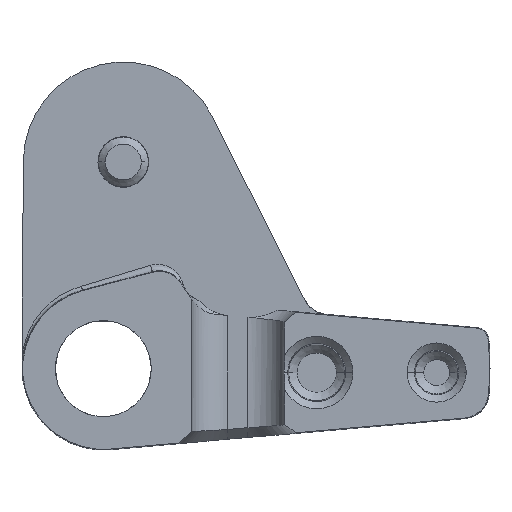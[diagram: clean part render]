
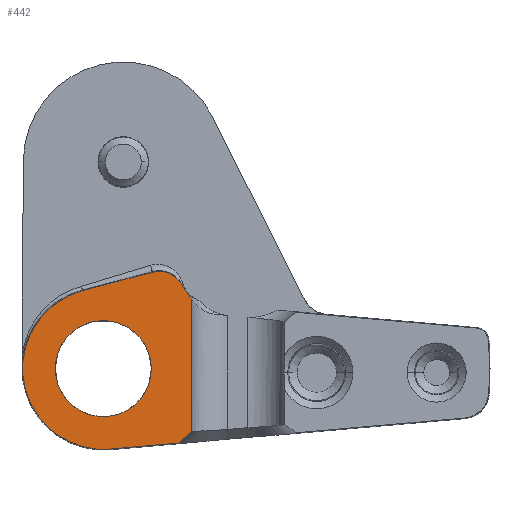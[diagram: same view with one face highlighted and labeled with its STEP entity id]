
A CAD part, top view. The second image highlights one B-rep face of the part: STEP entity #442.
In plain terms, the highlighted planar face has unit normal (0, 0, 1).
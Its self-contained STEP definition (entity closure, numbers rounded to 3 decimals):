
#22 = CARTESIAN_POINT ( 'NONE',  ( -3.606, -10.121, 0. ) ) ;
#60 = ORIENTED_EDGE ( 'NONE', *, *, #2856, .T. ) ;
#68 = ORIENTED_EDGE ( 'NONE', *, *, #1281, .F. ) ;
#69 = AXIS2_PLACEMENT_3D ( 'NONE', #1970, #182, #2252 ) ;
#123 = EDGE_CURVE ( 'NONE', #2180, #3242, #1397, .T. ) ;
#179 = CARTESIAN_POINT ( 'NONE',  ( -4.136, -9.311, 0. ) ) ;
#182 = DIRECTION ( 'NONE',  ( 0., 0., -1. ) ) ;
#217 = CARTESIAN_POINT ( 'NONE',  ( -6.5, -15.5, 0. ) ) ;
#239 = VECTOR ( 'NONE', #1398, 1000. ) ;
#258 = ORIENTED_EDGE ( 'NONE', *, *, #2988, .T. ) ;
#274 = CARTESIAN_POINT ( 'NONE',  ( -6.412, -8.263, 0. ) ) ;
#323 = CARTESIAN_POINT ( 'NONE',  ( -3.5, -10.281, 0. ) ) ;
#351 = CARTESIAN_POINT ( 'NONE',  ( 18.671, -19.058, 0. ) ) ;
#360 = CARTESIAN_POINT ( 'NONE',  ( -3.817, -9.801, 0. ) ) ;
#437 = CARTESIAN_POINT ( 'NONE',  ( -13.7, -15.5, 0. ) ) ;
#442 = ADVANCED_FACE ( 'NONE', ( #1120, #3745 ), #3277, .F. ) ;
#460 = CARTESIAN_POINT ( 'NONE',  ( -4.136, -9.311, 0. ) ) ;
#497 = CARTESIAN_POINT ( 'NONE',  ( -10.1, -15.5, 0. ) ) ;
#576 = ORIENTED_EDGE ( 'NONE', *, *, #690, .F. ) ;
#622 = VERTEX_POINT ( 'NONE', #217 ) ;
#640 = CARTESIAN_POINT ( 'NONE',  ( -10.1, -15.5, 0. ) ) ;
#646 = AXIS2_PLACEMENT_3D ( 'NONE', #640, #3585, #1840 ) ;
#690 = EDGE_CURVE ( 'NONE', #2124, #3055, #2228, .T. ) ;
#764 = CARTESIAN_POINT ( 'NONE',  ( -5.989, -8.191, 0. ) ) ;
#777 = DIRECTION ( 'NONE',  ( -1., 0., 0. ) ) ;
#817 = EDGE_CURVE ( 'NONE', #2227, #3383, #3671, .T. ) ;
#873 = CARTESIAN_POINT ( 'NONE',  ( -9.573, -21.529, 0. ) ) ;
#876 = AXIS2_PLACEMENT_3D ( 'NONE', #497, #2551, #777 ) ;
#904 = CARTESIAN_POINT ( 'NONE',  ( -4.377, -21.074, 0. ) ) ;
#1059 = CARTESIAN_POINT ( 'NONE',  ( -6.438, -8.27, 0. ) ) ;
#1120 = FACE_BOUND ( 'NONE', #1368, .T. ) ;
#1150 = DIRECTION ( 'NONE',  ( 0., 0., 1. ) ) ;
#1184 = ORIENTED_EDGE ( 'NONE', *, *, #123, .F. ) ;
#1196 = CARTESIAN_POINT ( 'NONE',  ( -3.5, -21.6, 0. ) ) ;
#1198 = EDGE_CURVE ( 'NONE', #3242, #3383, #2769, .T. ) ;
#1281 = EDGE_CURVE ( 'NONE', #2227, #2124, #1823, .T. ) ;
#1365 = VECTOR ( 'NONE', #3275, 1000. ) ;
#1368 = EDGE_LOOP ( 'NONE', ( #60, #3770 ) ) ;
#1378 = CARTESIAN_POINT ( 'NONE',  ( -5.311, -8.287, 0. ) ) ;
#1397 = B_SPLINE_CURVE_WITH_KNOTS ( 'NONE', 3,
 ( #1059, #2825, #764, #3113, #1378, #3416, #1670, #3715, #1965, #179 ),
 .UNSPECIFIED., .F., .F.,
 ( 4, 2, 2, 2, 4 ),
 ( 0., 0.001, 0.001, 0.002, 0.003 ),
 .UNSPECIFIED. ) ;
#1398 = DIRECTION ( 'NONE',  ( 0., -1., 0. ) ) ;
#1533 = CARTESIAN_POINT ( 'NONE',  ( -11.649, -9.65, 0. ) ) ;
#1670 = CARTESIAN_POINT ( 'NONE',  ( -4.704, -8.604, 0. ) ) ;
#1678 = ORIENTED_EDGE ( 'NONE', *, *, #1697, .T. ) ;
#1691 = VERTEX_POINT ( 'NONE', #1533 ) ;
#1697 = EDGE_CURVE ( 'NONE', #3048, #3055, #2141, .T. ) ;
#1745 = DIRECTION ( 'NONE',  ( -0.707, -0.707, 0. ) ) ;
#1799 = CARTESIAN_POINT ( 'NONE',  ( -3.711, -9.961, 0. ) ) ;
#1813 = DIRECTION ( 'NONE',  ( 0., 0., 1. ) ) ;
#1823 = LINE ( 'NONE', #1196, #239 ) ;
#1840 = DIRECTION ( 'NONE',  ( 1., 0., 0. ) ) ;
#1867 = CIRCLE ( 'NONE', #876, 3.6 ) ;
#1941 = EDGE_CURVE ( 'NONE', #622, #3182, #1867, .T. ) ;
#1965 = CARTESIAN_POINT ( 'NONE',  ( -4.239, -9.105, 0. ) ) ;
#1970 = CARTESIAN_POINT ( 'NONE',  ( -10.1, -15.5, 0. ) ) ;
#2124 = VERTEX_POINT ( 'NONE', #2626 ) ;
#2141 = LINE ( 'NONE', #351, #1365 ) ;
#2180 = VERTEX_POINT ( 'NONE', #3256 ) ;
#2227 = VERTEX_POINT ( 'NONE', #2708 ) ;
#2228 = LINE ( 'NONE', #3488, #3695 ) ;
#2252 = DIRECTION ( 'NONE',  ( -1., 0., 0. ) ) ;
#2331 = DIRECTION ( 'NONE',  ( 0.967, 0.256, 0. ) ) ;
#2335 = DIRECTION ( 'NONE',  ( 1., 0., 0. ) ) ;
#2376 = ORIENTED_EDGE ( 'NONE', *, *, #1198, .F. ) ;
#2537 = VECTOR ( 'NONE', #2331, 1000. ) ;
#2551 = DIRECTION ( 'NONE',  ( 0., 0., -1. ) ) ;
#2584 = ORIENTED_EDGE ( 'NONE', *, *, #817, .T. ) ;
#2622 = EDGE_CURVE ( 'NONE', #1691, #2180, #2728, .T. ) ;
#2626 = CARTESIAN_POINT ( 'NONE',  ( -3.5, -20.198, 0. ) ) ;
#2708 = CARTESIAN_POINT ( 'NONE',  ( -3.5, -10.281, 0. ) ) ;
#2728 = LINE ( 'NONE', #274, #2537 ) ;
#2769 = CIRCLE ( 'NONE', #2872, 2.548 ) ;
#2814 = ORIENTED_EDGE ( 'NONE', *, *, #2622, .F. ) ;
#2825 = CARTESIAN_POINT ( 'NONE',  ( -6.215, -8.211, 0. ) ) ;
#2856 = EDGE_CURVE ( 'NONE', #3182, #622, #3644, .T. ) ;
#2872 = AXIS2_PLACEMENT_3D ( 'NONE', #3121, #1813, #2335 ) ;
#2901 = CARTESIAN_POINT ( 'NONE',  ( -10.1, -15.5, 0. ) ) ;
#2988 = EDGE_CURVE ( 'NONE', #1691, #3048, #3360, .T. ) ;
#3015 = AXIS2_PLACEMENT_3D ( 'NONE', #2901, #1150, #3188 ) ;
#3048 = VERTEX_POINT ( 'NONE', #873 ) ;
#3055 = VERTEX_POINT ( 'NONE', #904 ) ;
#3113 = CARTESIAN_POINT ( 'NONE',  ( -5.531, -8.229, 0. ) ) ;
#3121 = CARTESIAN_POINT ( 'NONE',  ( -1.856, -8.175, 0. ) ) ;
#3182 = VERTEX_POINT ( 'NONE', #437 ) ;
#3188 = DIRECTION ( 'NONE',  ( 1., 0., 0. ) ) ;
#3225 = EDGE_LOOP ( 'NONE', ( #1678, #576, #68, #2584, #2376, #1184, #2814, #258 ) ) ;
#3242 = VERTEX_POINT ( 'NONE', #460 ) ;
#3256 = CARTESIAN_POINT ( 'NONE',  ( -6.438, -8.27, 0. ) ) ;
#3275 = DIRECTION ( 'NONE',  ( 0.996, 0.087, 0. ) ) ;
#3277 = PLANE ( 'NONE',  #646 ) ;
#3360 = CIRCLE ( 'NONE', #3015, 6.052 ) ;
#3383 = VERTEX_POINT ( 'NONE', #3447 ) ;
#3416 = CARTESIAN_POINT ( 'NONE',  ( -4.892, -8.476, 0. ) ) ;
#3447 = CARTESIAN_POINT ( 'NONE',  ( -3.817, -9.801, 0. ) ) ;
#3488 = CARTESIAN_POINT ( 'NONE',  ( -2.735, -19.433, 0. ) ) ;
#3585 = DIRECTION ( 'NONE',  ( 0., 0., -1. ) ) ;
#3644 = CIRCLE ( 'NONE', #69, 3.6 ) ;
#3671 = B_SPLINE_CURVE_WITH_KNOTS ( 'NONE', 3,
 ( #323, #22, #1799, #360 ),
 .UNSPECIFIED., .F., .F.,
 ( 4, 4 ),
 ( 0., 1. ),
 .UNSPECIFIED. ) ;
#3695 = VECTOR ( 'NONE', #1745, 1000. ) ;
#3715 = CARTESIAN_POINT ( 'NONE',  ( -4.373, -8.923, 0. ) ) ;
#3745 = FACE_OUTER_BOUND ( 'NONE', #3225, .T. ) ;
#3770 = ORIENTED_EDGE ( 'NONE', *, *, #1941, .T. ) ;
